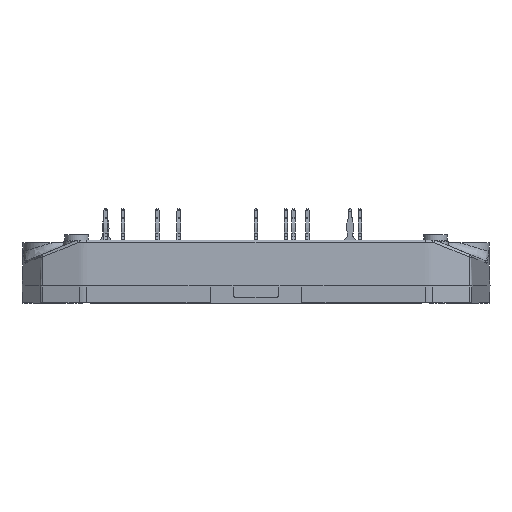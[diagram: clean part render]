
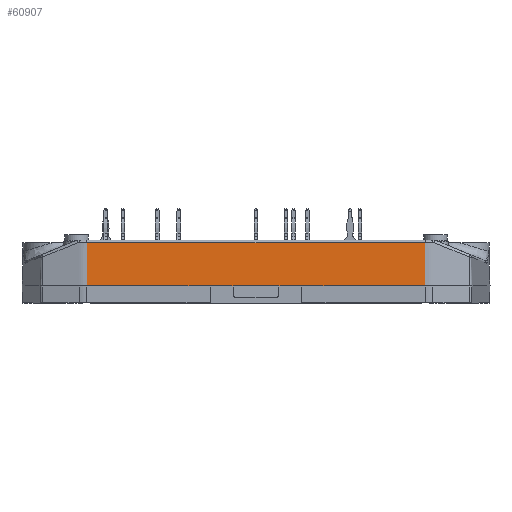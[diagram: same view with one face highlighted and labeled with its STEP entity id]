
A CAD part, front view. The second image highlights one B-rep face of the part: STEP entity #60907.
In plain terms, the highlighted planar face has unit normal (0, -1, 0.026).
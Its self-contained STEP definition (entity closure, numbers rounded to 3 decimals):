
#8654=ORIENTED_EDGE('',*,*,#19996,.F.);
#8655=ORIENTED_EDGE('',*,*,#19997,.T.);
#8656=ORIENTED_EDGE('',*,*,#19713,.F.);
#8657=ORIENTED_EDGE('',*,*,#19998,.F.);
#8658=ORIENTED_EDGE('',*,*,#19999,.T.);
#8659=ORIENTED_EDGE('',*,*,#20000,.T.);
#8660=ORIENTED_EDGE('',*,*,#19983,.T.);
#8661=ORIENTED_EDGE('',*,*,#20001,.F.);
#8662=ORIENTED_EDGE('',*,*,#19977,.F.);
#8663=ORIENTED_EDGE('',*,*,#19700,.F.);
#19700=EDGE_CURVE('',#25566,#25567,#29541,.T.);
#19713=EDGE_CURVE('',#25576,#25577,#29549,.T.);
#19977=EDGE_CURVE('',#25567,#25736,#29683,.T.);
#19983=EDGE_CURVE('',#25742,#25741,#29687,.T.);
#19996=EDGE_CURVE('',#25753,#25566,#29695,.T.);
#19997=EDGE_CURVE('',#25753,#25577,#29696,.F.);
#19998=EDGE_CURVE('',#25754,#25576,#29697,.F.);
#19999=EDGE_CURVE('',#25754,#25755,#29698,.T.);
#20000=EDGE_CURVE('',#25755,#25742,#29699,.T.);
#20001=EDGE_CURVE('',#25736,#25741,#29700,.T.);
#25566=VERTEX_POINT('',#85809);
#25567=VERTEX_POINT('',#85811);
#25576=VERTEX_POINT('',#85844);
#25577=VERTEX_POINT('',#85845);
#25736=VERTEX_POINT('',#86919);
#25741=VERTEX_POINT('',#86929);
#25742=VERTEX_POINT('',#86931);
#25753=VERTEX_POINT('',#87040);
#25754=VERTEX_POINT('',#87043);
#25755=VERTEX_POINT('',#87045);
#29541=LINE('',#85810,#33473);
#29549=LINE('',#85843,#33481);
#29683=LINE('',#86918,#33615);
#29687=LINE('',#86930,#33619);
#29695=LINE('',#87039,#33627);
#29696=LINE('',#87041,#33628);
#29697=LINE('',#87042,#33629);
#29698=LINE('',#87044,#33630);
#29699=LINE('',#87046,#33631);
#29700=LINE('',#87047,#33632);
#33473=VECTOR('',#71116,1000.);
#33481=VECTOR('',#71140,1000.);
#33615=VECTOR('',#71602,1000.);
#33619=VECTOR('',#71610,1000.);
#33627=VECTOR('',#71622,1000.);
#33628=VECTOR('',#71623,1000.);
#33629=VECTOR('',#71624,1000.);
#33630=VECTOR('',#71625,1000.);
#33631=VECTOR('',#71626,1000.);
#33632=VECTOR('',#71627,1000.);
#37118=EDGE_LOOP('',(#8654,#8655,#8656,#8657,#8658,#8659,#8660,#8661,#8662,
#8663));
#39768=FACE_BOUND('',#37118,.T.);
#41838=PLANE('',#64240);
#60907=ADVANCED_FACE('',(#39768),#41838,.T.);
#64240=AXIS2_PLACEMENT_3D('',#87038,#71620,#71621);
#71116=DIRECTION('',(-1.,0.,0.));
#71140=DIRECTION('',(1.,0.,0.));
#71602=DIRECTION('',(-1.,0.,0.));
#71610=DIRECTION('',(1.,0.,0.));
#71620=DIRECTION('',(0.,-1.,0.026));
#71621=DIRECTION('',(0.,0.026,1.));
#71622=DIRECTION('',(-1.,0.,0.));
#71623=DIRECTION('',(0.006,-0.026,-1.));
#71624=DIRECTION('',(-0.006,-0.026,-1.));
#71625=DIRECTION('',(1.,0.,0.));
#71626=DIRECTION('',(1.,0.,0.));
#71627=DIRECTION('',(-1.,0.,0.));
#85809=CARTESIAN_POINT('',(29.513,-30.776,2.02));
#85810=CARTESIAN_POINT('',(17.961,-30.776,2.02));
#85811=CARTESIAN_POINT('',(8.,-30.776,2.02));
#85843=CARTESIAN_POINT('',(27.533,-30.58,9.533));
#85844=CARTESIAN_POINT('',(-29.469,-30.58,9.533));
#85845=CARTESIAN_POINT('',(29.469,-30.58,9.533));
#86918=CARTESIAN_POINT('',(17.961,-30.776,2.02));
#86919=CARTESIAN_POINT('',(4.,-30.776,2.02));
#86929=CARTESIAN_POINT('',(-4.,-30.776,2.02));
#86930=CARTESIAN_POINT('',(-17.961,-30.776,2.02));
#86931=CARTESIAN_POINT('',(-8.,-30.776,2.02));
#87038=CARTESIAN_POINT('',(17.961,-30.776,2.02));
#87039=CARTESIAN_POINT('',(17.961,-30.776,2.02));
#87040=CARTESIAN_POINT('',(29.513,-30.776,2.02));
#87041=CARTESIAN_POINT('',(29.512,-30.775,2.087));
#87042=CARTESIAN_POINT('',(-29.512,-30.775,2.087));
#87043=CARTESIAN_POINT('',(-29.513,-30.776,2.02));
#87044=CARTESIAN_POINT('',(-17.961,-30.776,2.02));
#87045=CARTESIAN_POINT('',(-29.513,-30.776,2.02));
#87046=CARTESIAN_POINT('',(-17.961,-30.776,2.02));
#87047=CARTESIAN_POINT('',(-17.961,-30.776,2.02));
